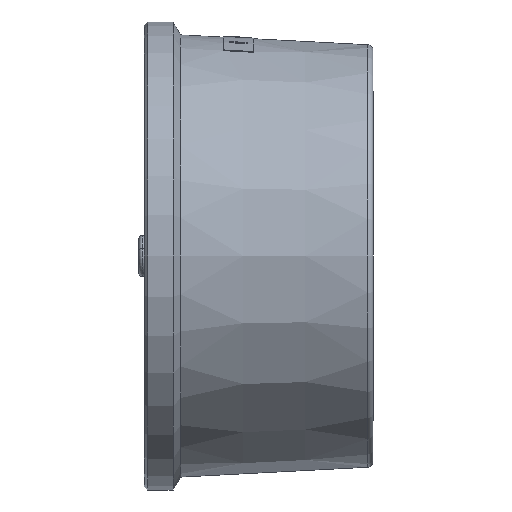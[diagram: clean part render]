
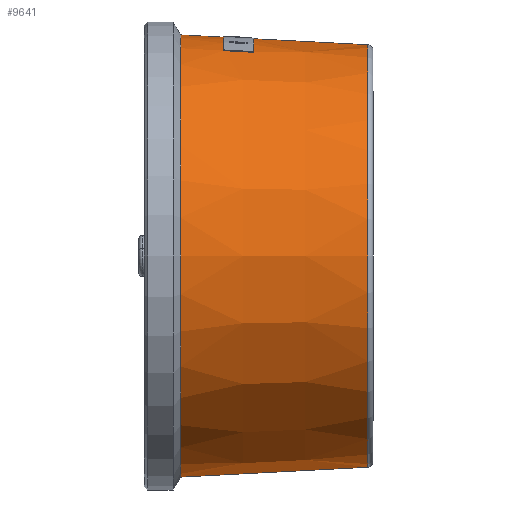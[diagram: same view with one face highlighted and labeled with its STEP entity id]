
A CAD part, left-side view. The second image highlights one B-rep face of the part: STEP entity #9641.
In plain terms, the highlighted conical face has half-angle 3 degrees and reference radius 97.948 mm.
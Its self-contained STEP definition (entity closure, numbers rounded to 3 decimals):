
#4644 = CARTESIAN_POINT ( 'NONE',  ( 0., 2.369, 97.948 ) ) ;
#4658 = CARTESIAN_POINT ( 'NONE',  ( 0., 89.236, 102.5 ) ) ;
#4688 = CARTESIAN_POINT ( 'NONE',  ( 0., 89.236, -102.5 ) ) ;
#4711 = CARTESIAN_POINT ( 'NONE',  ( 0., 2.369, -97.948 ) ) ;
#4713 = CARTESIAN_POINT ( 'NONE',  ( 0., 69.236, 101.452 ) ) ;
#4782 = CARTESIAN_POINT ( 'NONE',  ( 0., 55.236, 100.718 ) ) ;
#4804 = CARTESIAN_POINT ( 'NONE',  ( -35., 55.236, 94.441 ) ) ;
#4809 = CARTESIAN_POINT ( 'NONE',  ( -35., 69.236, 95.223 ) ) ;
#4994 = DIRECTION ( 'NONE',  ( 0., 1., 0. ) ) ;
#4998 = CARTESIAN_POINT ( 'NONE',  ( 0., 89.236, 0. ) ) ;
#5011 = DIRECTION ( 'NONE',  ( 0., 0., 1. ) ) ;
#5105 = DIRECTION ( 'NONE',  ( 0., 0.999, 0.052 ) ) ;
#5122 = CARTESIAN_POINT ( 'NONE',  ( 0., 2.369, 97.948 ) ) ;
#5291 = DIRECTION ( 'NONE',  ( 0., 0.999, 0.052 ) ) ;
#5328 = CARTESIAN_POINT ( 'NONE',  ( 0., 2.369, 97.948 ) ) ;
#5353 = CARTESIAN_POINT ( 'NONE',  ( 0., 2.369, -97.948 ) ) ;
#5363 = DIRECTION ( 'NONE',  ( 0., 0.999, -0.052 ) ) ;
#5444 = CARTESIAN_POINT ( 'NONE',  ( 0., 69.236, 0. ) ) ;
#5453 = DIRECTION ( 'NONE',  ( 0., -1., 0. ) ) ;
#5473 = DIRECTION ( 'NONE',  ( 1., 0., 0. ) ) ;
#5517 = CARTESIAN_POINT ( 'NONE',  ( 0., 55.236, 0. ) ) ;
#5527 = DIRECTION ( 'NONE',  ( 0., 1., 0. ) ) ;
#5528 = DIRECTION ( 'NONE',  ( -1., 0., 0. ) ) ;
#5583 = CARTESIAN_POINT ( 'NONE',  ( -35., 61.098, 94.769 ) ) ;
#5584 = CARTESIAN_POINT ( 'NONE',  ( -35., 56.431, 94.508 ) ) ;
#5590 = CARTESIAN_POINT ( 'NONE',  ( -35., 65.167, 94.996 ) ) ;
#5601 = CARTESIAN_POINT ( 'NONE',  ( -35., 55.236, 94.441 ) ) ;
#5614 = CARTESIAN_POINT ( 'NONE',  ( -35., 57.029, 94.541 ) ) ;
#5618 = CARTESIAN_POINT ( 'NONE',  ( -35., 69.236, 95.223 ) ) ;
#5622 = CARTESIAN_POINT ( 'NONE',  ( -35., 55.834, 94.475 ) ) ;
#5633 = CARTESIAN_POINT ( 'NONE',  ( 0., 2.369, 0. ) ) ;
#5639 = DIRECTION ( 'NONE',  ( 0., 0., 1. ) ) ;
#5663 = DIRECTION ( 'NONE',  ( 0., 1., 0. ) ) ;
#9641 = ADVANCED_FACE ( 'NONE', ( #14036 ), #14048, .T. ) ;
#9917 = VERTEX_POINT ( 'NONE', #4658 ) ;
#9935 = VERTEX_POINT ( 'NONE', #4644 ) ;
#9948 = VERTEX_POINT ( 'NONE', #4713 ) ;
#9960 = VERTEX_POINT ( 'NONE', #4711 ) ;
#9986 = VERTEX_POINT ( 'NONE', #4688 ) ;
#10025 = VERTEX_POINT ( 'NONE', #4782 ) ;
#10129 = VERTEX_POINT ( 'NONE', #4804 ) ;
#10145 = VERTEX_POINT ( 'NONE', #4809 ) ;
#10426 = EDGE_LOOP ( 'NONE', ( #11440, #11470, #11443, #11531, #11519, #11451, #11476, #11484 ) ) ;
#11309 = B_SPLINE_CURVE_WITH_KNOTS ( 'NONE', 3,
 ( #5618, #5590, #5583, #5614, #5584, #5622, #5601 ),
 .UNSPECIFIED., .F., .F.,
 ( 4, 3, 4 ),
 ( 0.022, 0.034, 0.036 ),
 .UNSPECIFIED. ) ;
#11440 = ORIENTED_EDGE ( 'NONE', *, *, #12539, .F. ) ;
#11443 = ORIENTED_EDGE ( 'NONE', *, *, #12504, .T. ) ;
#11451 = ORIENTED_EDGE ( 'NONE', *, *, #12559, .F. ) ;
#11470 = ORIENTED_EDGE ( 'NONE', *, *, #12594, .T. ) ;
#11476 = ORIENTED_EDGE ( 'NONE', *, *, #12538, .T. ) ;
#11484 = ORIENTED_EDGE ( 'NONE', *, *, #12486, .F. ) ;
#11519 = ORIENTED_EDGE ( 'NONE', *, *, #12589, .F. ) ;
#11531 = ORIENTED_EDGE ( 'NONE', *, *, #12575, .F. ) ;
#12486 = EDGE_CURVE ( 'NONE', #9986, #9917, #14423, .T. ) ;
#12504 = EDGE_CURVE ( 'NONE', #9935, #10025, #14425, .T. ) ;
#12538 = EDGE_CURVE ( 'NONE', #9948, #9917, #14435, .T. ) ;
#12539 = EDGE_CURVE ( 'NONE', #9960, #9986, #14450, .T. ) ;
#12559 = EDGE_CURVE ( 'NONE', #9948, #10145, #14404, .T. ) ;
#12575 = EDGE_CURVE ( 'NONE', #10129, #10025, #14515, .T. ) ;
#12589 = EDGE_CURVE ( 'NONE', #10145, #10129, #11309, .T. ) ;
#12594 = EDGE_CURVE ( 'NONE', #9960, #9935, #14486, .T. ) ;
#13381 = AXIS2_PLACEMENT_3D ( 'NONE', #13767, #13747, #13756 ) ;
#13747 = DIRECTION ( 'NONE',  ( 0., 1., 0. ) ) ;
#13756 = DIRECTION ( 'NONE',  ( 0., 0., 1. ) ) ;
#13767 = CARTESIAN_POINT ( 'NONE',  ( 0., 2.369, 0. ) ) ;
#14036 = FACE_OUTER_BOUND ( 'NONE', #10426, .T. ) ;
#14048 = CONICAL_SURFACE ( 'NONE', #13381, 97.948, 0.052 ) ;
#14401 = VECTOR ( 'NONE', #5363, 1000. ) ;
#14404 = CIRCLE ( 'NONE', #16803, 101.452 ) ;
#14423 = CIRCLE ( 'NONE', #16810, 102.5 ) ;
#14425 = LINE ( 'NONE', #5122, #14434 ) ;
#14434 = VECTOR ( 'NONE', #5105, 1000. ) ;
#14435 = LINE ( 'NONE', #5328, #14453 ) ;
#14450 = LINE ( 'NONE', #5353, #14401 ) ;
#14453 = VECTOR ( 'NONE', #5291, 1000. ) ;
#14486 = CIRCLE ( 'NONE', #16902, 97.948 ) ;
#14515 = CIRCLE ( 'NONE', #16842, 100.718 ) ;
#16803 = AXIS2_PLACEMENT_3D ( 'NONE', #5444, #5453, #5473 ) ;
#16810 = AXIS2_PLACEMENT_3D ( 'NONE', #4998, #4994, #5011 ) ;
#16842 = AXIS2_PLACEMENT_3D ( 'NONE', #5517, #5527, #5528 ) ;
#16902 = AXIS2_PLACEMENT_3D ( 'NONE', #5633, #5663, #5639 ) ;
